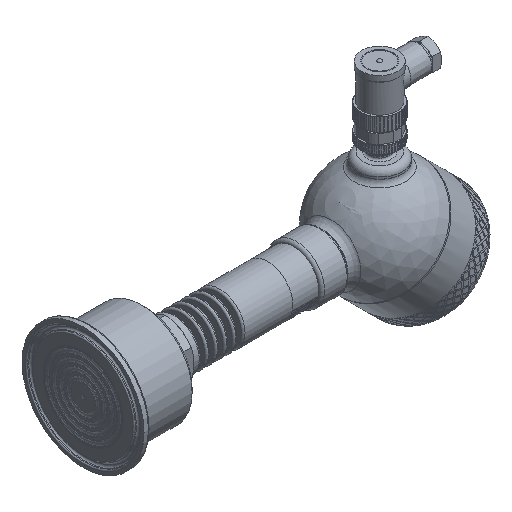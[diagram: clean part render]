
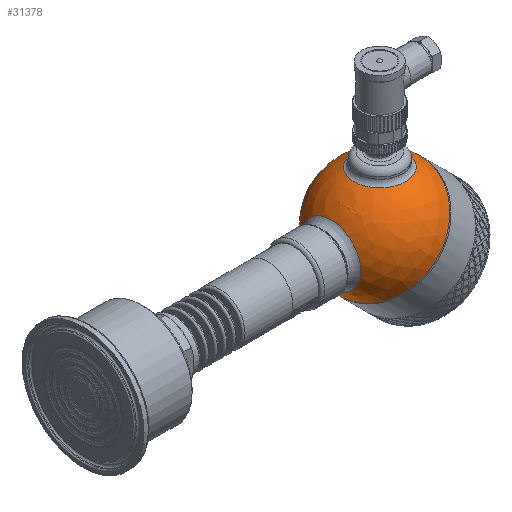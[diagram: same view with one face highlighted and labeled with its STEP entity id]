
A CAD part, isometric view. The second image highlights one B-rep face of the part: STEP entity #31378.
In plain terms, the highlighted spherical face has radius 30 mm.
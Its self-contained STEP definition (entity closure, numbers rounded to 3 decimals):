
#49=SPHERICAL_SURFACE('',#32918,30.);
#1336=FACE_BOUND('',#5488,.T.);
#1337=FACE_BOUND('',#5489,.T.);
#3342=FACE_OUTER_BOUND('',#5487,.T.);
#5487=EDGE_LOOP('',(#27545,#27546,#27547,#27548));
#5488=EDGE_LOOP('',(#27549));
#5489=EDGE_LOOP('',(#27550));
#6331=CIRCLE('',#32915,15.643);
#6334=CIRCLE('',#32919,30.);
#6335=CIRCLE('',#32920,30.);
#6336=CIRCLE('',#32921,30.);
#6337=CIRCLE('',#32922,13.5);
#14278=VERTEX_POINT('',#77945);
#14280=VERTEX_POINT('',#77951);
#14281=VERTEX_POINT('',#77952);
#14282=VERTEX_POINT('',#77954);
#14283=VERTEX_POINT('',#77957);
#18794=EDGE_CURVE('',#14278,#14278,#6331,.T.);
#18797=EDGE_CURVE('',#14280,#14281,#6334,.T.);
#18798=EDGE_CURVE('',#14280,#14282,#6335,.T.);
#18799=EDGE_CURVE('',#14281,#14280,#6336,.T.);
#18800=EDGE_CURVE('',#14283,#14283,#6337,.T.);
#27545=ORIENTED_EDGE('',*,*,#18797,.F.);
#27546=ORIENTED_EDGE('',*,*,#18798,.T.);
#27547=ORIENTED_EDGE('',*,*,#18798,.F.);
#27548=ORIENTED_EDGE('',*,*,#18799,.F.);
#27549=ORIENTED_EDGE('',*,*,#18794,.F.);
#27550=ORIENTED_EDGE('',*,*,#18800,.F.);
#31378=ADVANCED_FACE('',(#3342,#1336,#1337),#49,.T.);
#32915=AXIS2_PLACEMENT_3D('',#77946,#36747,#36748);
#32918=AXIS2_PLACEMENT_3D('',#77950,#36753,#36754);
#32919=AXIS2_PLACEMENT_3D('',#77953,#36755,#36756);
#32920=AXIS2_PLACEMENT_3D('',#77955,#36757,#36758);
#32921=AXIS2_PLACEMENT_3D('',#77956,#36759,#36760);
#32922=AXIS2_PLACEMENT_3D('',#77958,#36761,#36762);
#36747=DIRECTION('center_axis',(-0.707,0.,0.707));
#36748=DIRECTION('ref_axis',(0.707,0.,0.707));
#36753=DIRECTION('center_axis',(1.,0.,0.));
#36754=DIRECTION('ref_axis',(0.,-1.,0.));
#36755=DIRECTION('center_axis',(1.,0.,0.));
#36756=DIRECTION('ref_axis',(0.,1.,0.));
#36757=DIRECTION('center_axis',(0.,0.,1.));
#36758=DIRECTION('ref_axis',(0.,1.,0.));
#36759=DIRECTION('center_axis',(1.,0.,0.));
#36760=DIRECTION('ref_axis',(0.,1.,0.));
#36761=DIRECTION('center_axis',(-0.707,0.,-0.707));
#36762=DIRECTION('ref_axis',(-0.707,0.,0.707));
#77945=CARTESIAN_POINT('',(-29.162,0.,7.04));
#77946=CARTESIAN_POINT('Origin',(-18.101,0.,18.101));
#77950=CARTESIAN_POINT('Origin',(0.,0.,0.));
#77951=CARTESIAN_POINT('',(0.,30.,0.));
#77952=CARTESIAN_POINT('',(0.,-30.,0.));
#77953=CARTESIAN_POINT('Origin',(0.,0.,0.));
#77954=CARTESIAN_POINT('',(-30.,0.,0.));
#77955=CARTESIAN_POINT('Origin',(0.,0.,0.));
#77956=CARTESIAN_POINT('Origin',(0.,0.,0.));
#77957=CARTESIAN_POINT('',(-9.398,0.,-28.49));
#77958=CARTESIAN_POINT('Origin',(-18.944,0.,-18.944));
